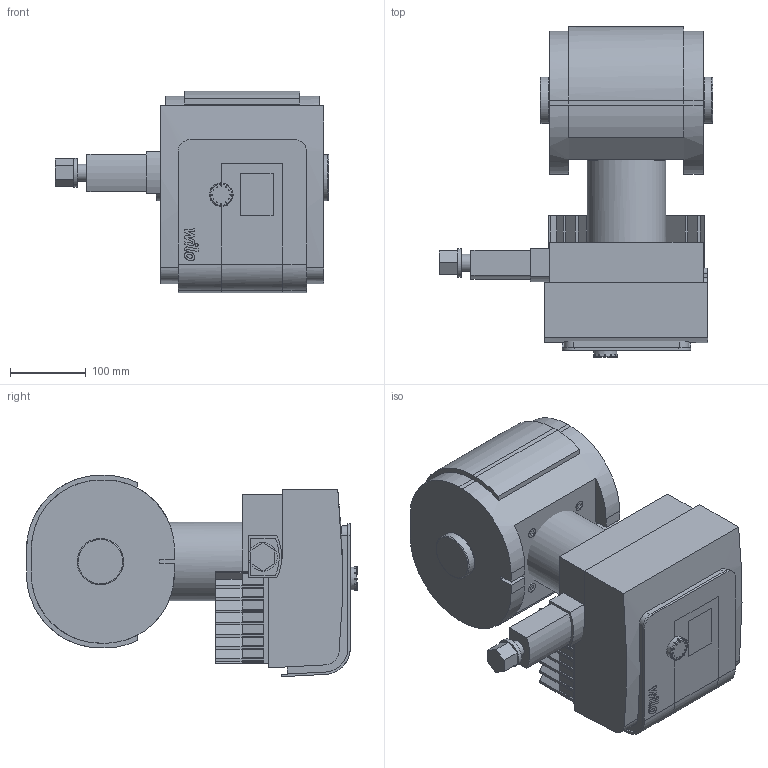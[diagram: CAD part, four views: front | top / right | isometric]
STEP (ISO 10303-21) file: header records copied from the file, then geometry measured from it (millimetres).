
FILE_DESCRIPTION(('FreeCAD Model'),'2;1');
FILE_NAME('Open CASCADE Shape Model','2025-04-30T07:42:44',('FreeCAD'),( 'FreeCAD'),'Open CASCADE STEP processor 7.6','FreeCAD','Unknown');
FILE_SCHEMA(('AUTOMOTIVE_DESIGN { 1 0 10303 214 1 1 1 1 }'));
Length unit declared in the file: millimetre
Products named in the file (1): Open CASCADE STEP translator 7.6 1
Bounding box: 360.56 x 436.47 x 265.68 mm (x, y, z)
Volume: 15536931.2 mm3; surface area: 913338.1 mm2
Topology: 14 solids, 14 shells, 680 faces, 1764 edges, 1095 vertices
Faces by surface type: bspline 680
Entity records: 19483 total; most frequent: CARTESIAN_POINT 9407, ORIENTED_EDGE 3464, EDGE_CURVE 1732, B_SPLINE_CURVE_WITH_KNOTS 1261, VERTEX_POINT 1095, FACE_BOUND 699, EDGE_LOOP 699, ADVANCED_FACE 680
